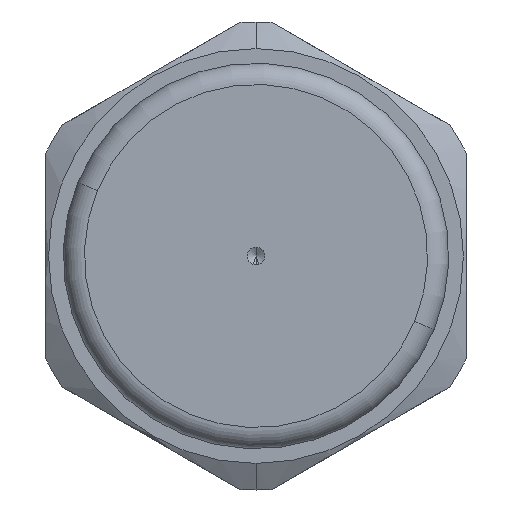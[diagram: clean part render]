
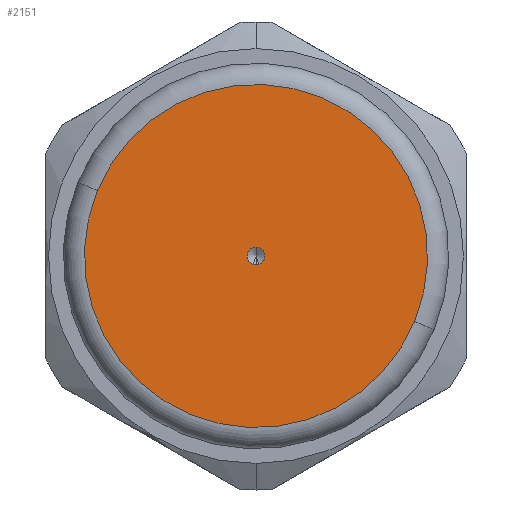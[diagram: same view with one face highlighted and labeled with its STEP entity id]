
A CAD part, left-side view. The second image highlights one B-rep face of the part: STEP entity #2151.
In plain terms, the highlighted planar face has unit normal (-1, 0, 0).
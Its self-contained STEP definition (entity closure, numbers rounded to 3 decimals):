
#165 = ORIENTED_EDGE ( 'NONE', *, *, #864, .F. ) ;
#359 = EDGE_LOOP ( 'NONE', ( #5736, #11061 ) ) ;
#864 = EDGE_CURVE ( 'NONE', #6697, #7584, #4812, .T. ) ;
#1526 = DIRECTION ( 'NONE',  ( 0., -0.924, -0.382 ) ) ;
#1835 = FACE_OUTER_BOUND ( 'NONE', #2956, .T. ) ;
#2151 = ADVANCED_FACE ( 'NONE', ( #8509, #1835 ), #9370, .T. ) ;
#2956 = EDGE_LOOP ( 'NONE', ( #165, #14604 ) ) ;
#2971 = VERTEX_POINT ( 'NONE', #5128 ) ;
#3253 = DIRECTION ( 'NONE',  ( 0., -0.924, -0.382 ) ) ;
#3757 = AXIS2_PLACEMENT_3D ( 'NONE', #13196, #13306, #1526 ) ;
#3948 = AXIS2_PLACEMENT_3D ( 'NONE', #5587, #10193, #3253 ) ;
#4536 = EDGE_CURVE ( 'NONE', #5958, #2971, #15148, .T. ) ;
#4812 = CIRCLE ( 'NONE', #3757, 11.658 ) ;
#5128 = CARTESIAN_POINT ( 'NONE',  ( -23., -0.555, -0.229 ) ) ;
#5587 = CARTESIAN_POINT ( 'NONE',  ( -23., 0., 0. ) ) ;
#5736 = ORIENTED_EDGE ( 'NONE', *, *, #12683, .T. ) ;
#5832 = CIRCLE ( 'NONE', #3948, 0.6 ) ;
#5958 = VERTEX_POINT ( 'NONE', #9236 ) ;
#6535 = DIRECTION ( 'NONE',  ( 0., -0.924, -0.382 ) ) ;
#6579 = CARTESIAN_POINT ( 'NONE',  ( -23., 0., 0. ) ) ;
#6629 = DIRECTION ( 'NONE',  ( 1., 0., 0. ) ) ;
#6697 = VERTEX_POINT ( 'NONE', #12216 ) ;
#7584 = VERTEX_POINT ( 'NONE', #13782 ) ;
#7924 = CARTESIAN_POINT ( 'NONE',  ( -23., 0., 0. ) ) ;
#8293 = CIRCLE ( 'NONE', #10336, 11.658 ) ;
#8436 = AXIS2_PLACEMENT_3D ( 'NONE', #14039, #10536, #15224 ) ;
#8509 = FACE_BOUND ( 'NONE', #359, .T. ) ;
#9236 = CARTESIAN_POINT ( 'NONE',  ( -23., 0.555, 0.229 ) ) ;
#9370 = PLANE ( 'NONE',  #8436 ) ;
#9444 = EDGE_CURVE ( 'NONE', #7584, #6697, #8293, .T. ) ;
#10193 = DIRECTION ( 'NONE',  ( 1., 0., 0. ) ) ;
#10336 = AXIS2_PLACEMENT_3D ( 'NONE', #6579, #6629, #6535 ) ;
#10507 = AXIS2_PLACEMENT_3D ( 'NONE', #7924, #13789, #11410 ) ;
#10536 = DIRECTION ( 'NONE',  ( -1., 0., 0. ) ) ;
#11061 = ORIENTED_EDGE ( 'NONE', *, *, #4536, .T. ) ;
#11410 = DIRECTION ( 'NONE',  ( 0., -0.924, -0.382 ) ) ;
#12216 = CARTESIAN_POINT ( 'NONE',  ( -23., -10.775, -4.452 ) ) ;
#12683 = EDGE_CURVE ( 'NONE', #2971, #5958, #5832, .T. ) ;
#13196 = CARTESIAN_POINT ( 'NONE',  ( -23., 0., 0. ) ) ;
#13306 = DIRECTION ( 'NONE',  ( 1., 0., 0. ) ) ;
#13782 = CARTESIAN_POINT ( 'NONE',  ( -23., 10.775, 4.452 ) ) ;
#13789 = DIRECTION ( 'NONE',  ( 1., 0., 0. ) ) ;
#14039 = CARTESIAN_POINT ( 'NONE',  ( -23., -0.555, -0.229 ) ) ;
#14604 = ORIENTED_EDGE ( 'NONE', *, *, #9444, .F. ) ;
#15148 = CIRCLE ( 'NONE', #10507, 0.6 ) ;
#15224 = DIRECTION ( 'NONE',  ( 0., 0.924, 0.382 ) ) ;
